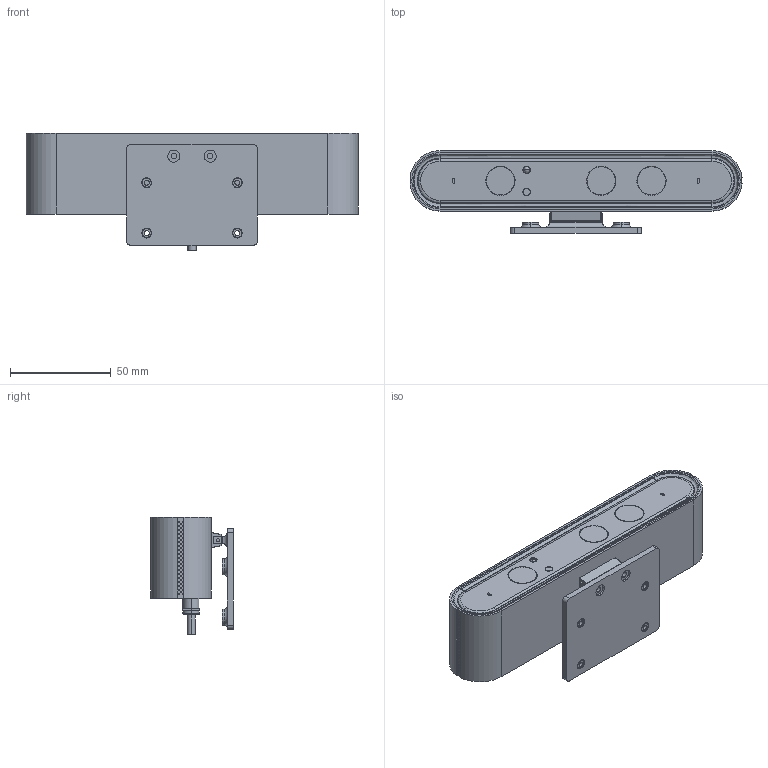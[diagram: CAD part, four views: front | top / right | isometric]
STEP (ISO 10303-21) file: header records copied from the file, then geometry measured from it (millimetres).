
FILE_DESCRIPTION (( 'STEP AP214' ), '1' );
FILE_NAME ('HEL-03-01011-00.step', '2023-07-26T14:07:59', ( '' ), ( '' ), 'SwSTEP 2.0', 'SolidWorks 2021', '' );
FILE_SCHEMA (( 'AUTOMOTIVE_DESIGN' ));
Length unit declared in the file: millimetre
Products named in the file (4): Thread Insert MULTISERT 003M3; HEL-04-01013-02; HEL-06-01006-00; HEL-03-01011-00
Assembly tree (6 placements, depth 2):
  HEL-03-01011-00
    HEL-06-01006-00
    HEL-04-01013-02
    Thread Insert MULTISERT 003M3  x4
Bounding box: 164.85 x 41 x 58.1 mm (x, y, z)
Volume: 193592.3 mm3; surface area: 35862.4 mm2
Topology: 10 solids, 10 shells, 735 faces, 1548 edges, 995 vertices
Faces by surface type: cylinder 375, plane 242, bspline 99, torus 11, sphere 4, cone 4
Entity records: 33727 total; most frequent: CARTESIAN_POINT 11637, DIRECTION 3174, ORIENTED_EDGE 2980, EDGE_CURVE 1490, AXIS2_PLACEMENT_3D 1339, VERTEX_POINT 957, EDGE_LOOP 885, CIRCLE 721
